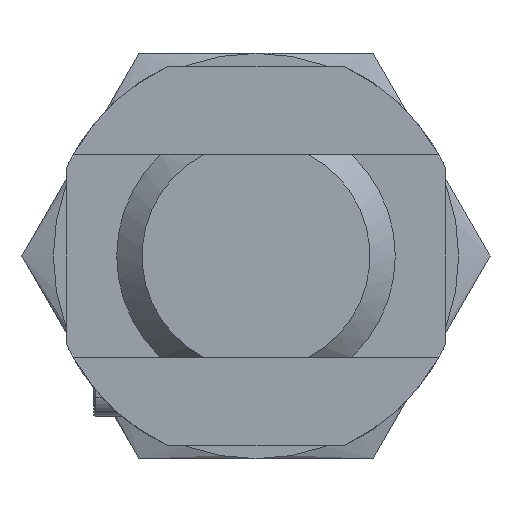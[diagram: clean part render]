
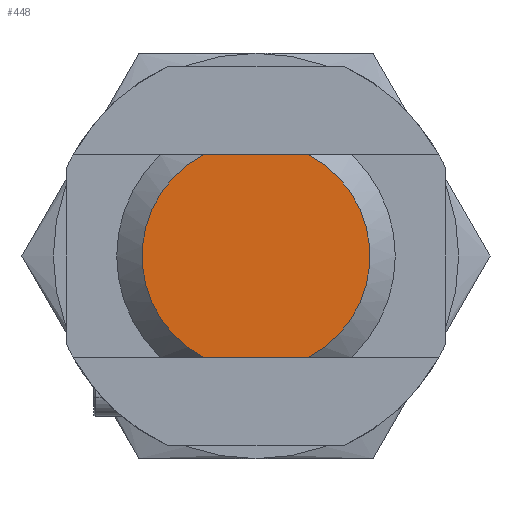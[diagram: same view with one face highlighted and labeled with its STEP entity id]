
A CAD part, left-side view. The second image highlights one B-rep face of the part: STEP entity #448.
In plain terms, the highlighted face is planar.
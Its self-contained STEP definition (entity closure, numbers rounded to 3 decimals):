
#448 = ADVANCED_FACE( '', ( #887 ), #888, .F. );
#887 = FACE_OUTER_BOUND( '', #1303, .T. );
#888 = PLANE( '', #1304 );
#1303 = EDGE_LOOP( '', ( #2168, #2169, #2170, #2171 ) );
#1304 = AXIS2_PLACEMENT_3D( '', #2172, #2173, #2174 );
#2168 = ORIENTED_EDGE( '', *, *, #2302, .F. );
#2169 = ORIENTED_EDGE( '', *, *, #2451, .T. );
#2170 = ORIENTED_EDGE( '', *, *, #2538, .F. );
#2171 = ORIENTED_EDGE( '', *, *, #2367, .T. );
#2172 = CARTESIAN_POINT( '', ( 37.1, 9., 0. ) );
#2173 = DIRECTION( '', ( -1., 0., 0. ) );
#2174 = DIRECTION( '', ( 0., 0., 1. ) );
#2302 = EDGE_CURVE( '', #2673, #2675, #2676, .T. );
#2367 = EDGE_CURVE( '', #2783, #2675, #2784, .T. );
#2451 = EDGE_CURVE( '', #2673, #2913, #2916, .T. );
#2538 = EDGE_CURVE( '', #2783, #2913, #3031, .T. );
#2673 = VERTEX_POINT( '', #3197 );
#2675 = VERTEX_POINT( '', #3204 );
#2676 = LINE( '', #3205, #3206 );
#2783 = VERTEX_POINT( '', #3414 );
#2784 = CIRCLE( '', #3415, 9. );
#2913 = VERTEX_POINT( '', #3677 );
#2916 = CIRCLE( '', #3685, 9. );
#3031 = LINE( '', #3881, #3882 );
#3197 = CARTESIAN_POINT( '', ( 37.1, 4.123, -8. ) );
#3204 = CARTESIAN_POINT( '', ( 37.1, -4.123, -8. ) );
#3205 = CARTESIAN_POINT( '', ( 37.1, 9., -8. ) );
#3206 = VECTOR( '', #4031, 1000. );
#3414 = CARTESIAN_POINT( '', ( 37.1, -4.123, 8. ) );
#3415 = AXIS2_PLACEMENT_3D( '', #4127, #4128, #4129 );
#3677 = CARTESIAN_POINT( '', ( 37.1, 4.123, 8. ) );
#3685 = AXIS2_PLACEMENT_3D( '', #4222, #4223, #4224 );
#3881 = CARTESIAN_POINT( '', ( 37.1, 9., 8. ) );
#3882 = VECTOR( '', #4302, 1000. );
#4031 = DIRECTION( '', ( 0., -1., 0. ) );
#4127 = CARTESIAN_POINT( '', ( 37.1, 0., 0. ) );
#4128 = DIRECTION( '', ( 1., 0., 0. ) );
#4129 = DIRECTION( '', ( 0., 0., -1. ) );
#4222 = CARTESIAN_POINT( '', ( 37.1, 0., 0. ) );
#4223 = DIRECTION( '', ( 1., 0., 0. ) );
#4224 = DIRECTION( '', ( 0., 0., -1. ) );
#4302 = DIRECTION( '', ( 0., 1., 0. ) );
